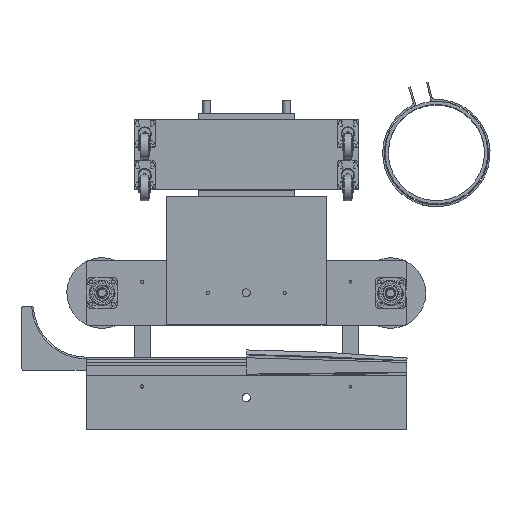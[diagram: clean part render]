
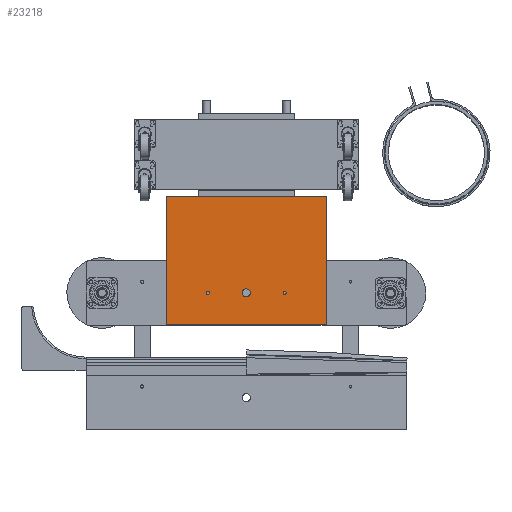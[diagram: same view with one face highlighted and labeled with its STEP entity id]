
A CAD part, top view. The second image highlights one B-rep face of the part: STEP entity #23218.
In plain terms, the highlighted planar face has unit normal (0, 0, 1).
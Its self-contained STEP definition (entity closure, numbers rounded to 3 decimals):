
#23131 = VERTEX_POINT('',#23132);
#23132 = CARTESIAN_POINT('',(-250.,-100.,345.));
#23138 = EDGE_CURVE('',#23139,#23131,#23141,.T.);
#23139 = VERTEX_POINT('',#23140);
#23140 = CARTESIAN_POINT('',(-250.,300.,345.));
#23141 = LINE('',#23142,#23143);
#23142 = CARTESIAN_POINT('',(-250.,100.,345.));
#23143 = VECTOR('',#23144,1.);
#23144 = DIRECTION('',(0.,-1.,0.));
#23169 = VERTEX_POINT('',#23170);
#23170 = CARTESIAN_POINT('',(250.,-100.,345.));
#23176 = EDGE_CURVE('',#23131,#23169,#23177,.T.);
#23177 = LINE('',#23178,#23179);
#23178 = CARTESIAN_POINT('',(-250.,-100.,345.));
#23179 = VECTOR('',#23180,1.);
#23180 = DIRECTION('',(1.,0.,0.));
#23200 = VERTEX_POINT('',#23201);
#23201 = CARTESIAN_POINT('',(250.,300.,345.));
#23207 = EDGE_CURVE('',#23169,#23200,#23208,.T.);
#23208 = LINE('',#23209,#23210);
#23209 = CARTESIAN_POINT('',(250.,-100.,345.));
#23210 = VECTOR('',#23211,1.);
#23211 = DIRECTION('',(0.,1.,0.));
#23218 = ADVANCED_FACE('',(#23219,#23230,#23241,#23252),#23263,.T.);
#23219 = FACE_BOUND('',#23220,.T.);
#23220 = EDGE_LOOP('',(#23221));
#23221 = ORIENTED_EDGE('',*,*,#23222,.T.);
#23222 = EDGE_CURVE('',#23223,#23223,#23225,.T.);
#23223 = VERTEX_POINT('',#23224);
#23224 = CARTESIAN_POINT('',(-12.5,0.,345.));
#23225 = CIRCLE('',#23226,12.5);
#23226 = AXIS2_PLACEMENT_3D('',#23227,#23228,#23229);
#23227 = CARTESIAN_POINT('',(0.,0.,
    345.));
#23228 = DIRECTION('',(0.,0.,-1.));
#23229 = DIRECTION('',(-1.,0.,0.));
#23230 = FACE_BOUND('',#23231,.T.);
#23231 = EDGE_LOOP('',(#23232));
#23232 = ORIENTED_EDGE('',*,*,#23233,.T.);
#23233 = EDGE_CURVE('',#23234,#23234,#23236,.T.);
#23234 = VERTEX_POINT('',#23235);
#23235 = CARTESIAN_POINT('',(115.,0.,345.));
#23236 = CIRCLE('',#23237,5.);
#23237 = AXIS2_PLACEMENT_3D('',#23238,#23239,#23240);
#23238 = CARTESIAN_POINT('',(120.,0.,345.));
#23239 = DIRECTION('',(0.,0.,-1.));
#23240 = DIRECTION('',(-1.,0.,0.));
#23241 = FACE_BOUND('',#23242,.T.);
#23242 = EDGE_LOOP('',(#23243));
#23243 = ORIENTED_EDGE('',*,*,#23244,.T.);
#23244 = EDGE_CURVE('',#23245,#23245,#23247,.T.);
#23245 = VERTEX_POINT('',#23246);
#23246 = CARTESIAN_POINT('',(-125.,0.,345.));
#23247 = CIRCLE('',#23248,5.);
#23248 = AXIS2_PLACEMENT_3D('',#23249,#23250,#23251);
#23249 = CARTESIAN_POINT('',(-120.,0.,345.));
#23250 = DIRECTION('',(0.,0.,-1.));
#23251 = DIRECTION('',(-1.,0.,0.));
#23252 = FACE_BOUND('',#23253,.T.);
#23253 = EDGE_LOOP('',(#23254,#23255,#23256,#23257));
#23254 = ORIENTED_EDGE('',*,*,#23138,.T.);
#23255 = ORIENTED_EDGE('',*,*,#23176,.T.);
#23256 = ORIENTED_EDGE('',*,*,#23207,.T.);
#23257 = ORIENTED_EDGE('',*,*,#23258,.F.);
#23258 = EDGE_CURVE('',#23139,#23200,#23259,.T.);
#23259 = LINE('',#23260,#23261);
#23260 = CARTESIAN_POINT('',(-250.,300.,345.));
#23261 = VECTOR('',#23262,1.);
#23262 = DIRECTION('',(1.,0.,0.));
#23263 = PLANE('',#23264);
#23264 = AXIS2_PLACEMENT_3D('',#23265,#23266,#23267);
#23265 = CARTESIAN_POINT('',(0.,0.,
    345.));
#23266 = DIRECTION('',(0.,0.,1.));
#23267 = DIRECTION('',(-1.,0.,0.));
